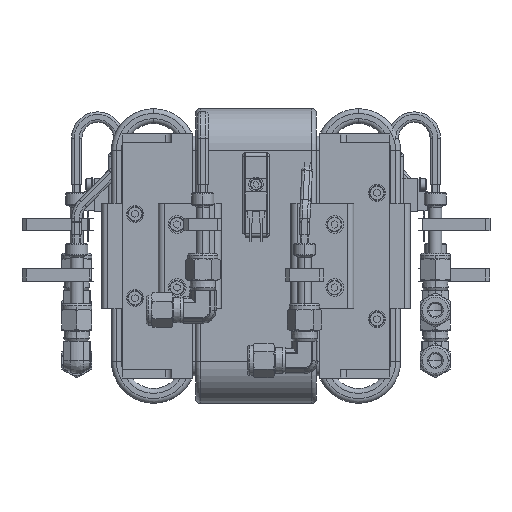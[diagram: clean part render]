
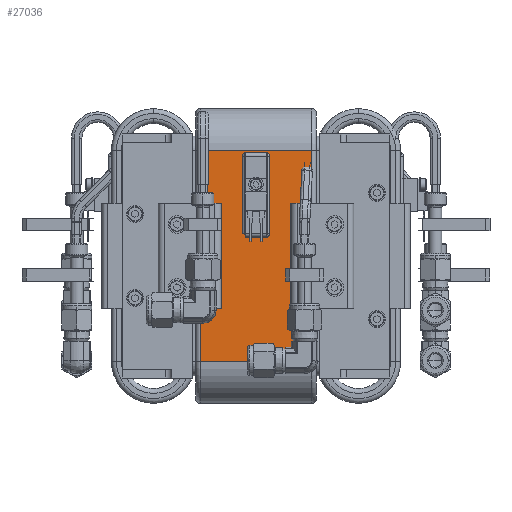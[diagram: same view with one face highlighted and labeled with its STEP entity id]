
A CAD part, left-side view. The second image highlights one B-rep face of the part: STEP entity #27036.
In plain terms, the highlighted planar face has unit normal (-1, 0, 0).
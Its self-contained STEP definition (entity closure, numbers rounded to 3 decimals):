
#3917 = VECTOR ( 'NONE', #53639, 1000. ) ;
#4037 = CARTESIAN_POINT ( 'NONE',  ( -68.7, 26.47, -50. ) ) ;
#6589 = VERTEX_POINT ( 'NONE', #4037 ) ;
#8425 = EDGE_CURVE ( 'NONE', #6589, #33116, #10223, .T. ) ;
#8491 = DIRECTION ( 'NONE',  ( 0., 0., 1. ) ) ;
#10223 = LINE ( 'NONE', #71194, #3917 ) ;
#14570 = VECTOR ( 'NONE', #99009, 1000. ) ;
#15196 = CARTESIAN_POINT ( 'NONE',  ( -68.7, -26.47, 50. ) ) ;
#15986 = ORIENTED_EDGE ( 'NONE', *, *, #8425, .T. ) ;
#20789 = AXIS2_PLACEMENT_3D ( 'NONE', #70676, #25192, #89250 ) ;
#23564 = DIRECTION ( 'NONE',  ( 0., -1., 0. ) ) ;
#25192 = DIRECTION ( 'NONE',  ( -1., 0., 0. ) ) ;
#27036 = ADVANCED_FACE ( 'NONE', ( #94307 ), #85780, .T. ) ;
#28363 = CARTESIAN_POINT ( 'NONE',  ( -68.7, 26.47, -50. ) ) ;
#33116 = VERTEX_POINT ( 'NONE', #79340 ) ;
#38628 = VECTOR ( 'NONE', #23564, 1000. ) ;
#42010 = ORIENTED_EDGE ( 'NONE', *, *, #61569, .F. ) ;
#46432 = CARTESIAN_POINT ( 'NONE',  ( -68.7, -26.47, -50. ) ) ;
#47416 = EDGE_CURVE ( 'NONE', #6589, #82113, #90997, .T. ) ;
#53639 = DIRECTION ( 'NONE',  ( 0., -1., 0. ) ) ;
#54023 = ORIENTED_EDGE ( 'NONE', *, *, #47416, .F. ) ;
#55942 = CARTESIAN_POINT ( 'NONE',  ( -68.7, -26.47, 50. ) ) ;
#61569 = EDGE_CURVE ( 'NONE', #82113, #69752, #78581, .T. ) ;
#63529 = ORIENTED_EDGE ( 'NONE', *, *, #89466, .T. ) ;
#69752 = VERTEX_POINT ( 'NONE', #15196 ) ;
#70676 = CARTESIAN_POINT ( 'NONE',  ( -68.7, -26.47, -50. ) ) ;
#71194 = CARTESIAN_POINT ( 'NONE',  ( -68.7, -26.47, -50. ) ) ;
#78581 = LINE ( 'NONE', #55942, #38628 ) ;
#79340 = CARTESIAN_POINT ( 'NONE',  ( -68.7, -26.47, -50. ) ) ;
#79825 = VECTOR ( 'NONE', #8491, 1000. ) ;
#82113 = VERTEX_POINT ( 'NONE', #89756 ) ;
#84198 = EDGE_LOOP ( 'NONE', ( #63529, #42010, #54023, #15986 ) ) ;
#85780 = PLANE ( 'NONE',  #20789 ) ;
#89250 = DIRECTION ( 'NONE',  ( 0., 0., 1. ) ) ;
#89466 = EDGE_CURVE ( 'NONE', #33116, #69752, #93593, .T. ) ;
#89756 = CARTESIAN_POINT ( 'NONE',  ( -68.7, 26.47, 50. ) ) ;
#90997 = LINE ( 'NONE', #28363, #14570 ) ;
#93593 = LINE ( 'NONE', #46432, #79825 ) ;
#94307 = FACE_OUTER_BOUND ( 'NONE', #84198, .T. ) ;
#99009 = DIRECTION ( 'NONE',  ( 0., 0., 1. ) ) ;
